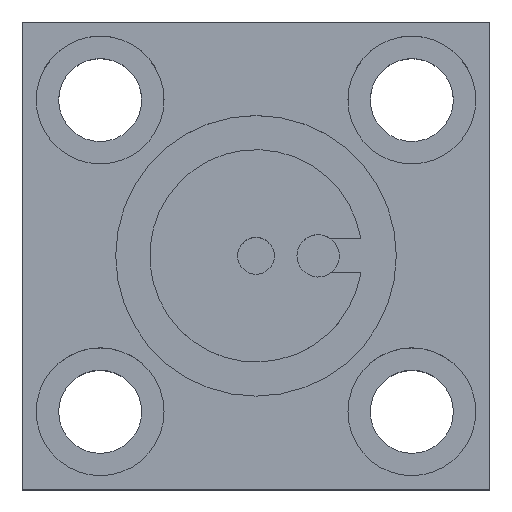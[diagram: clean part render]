
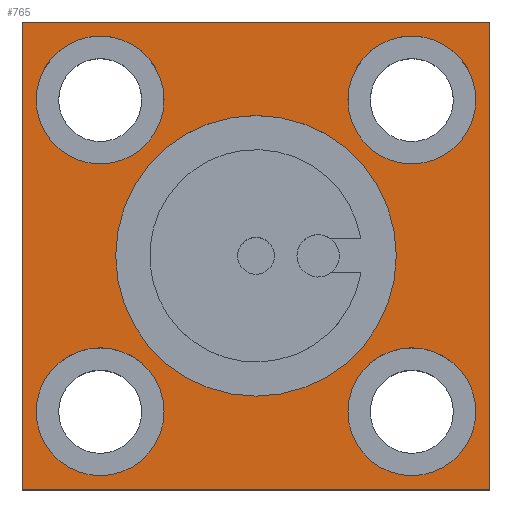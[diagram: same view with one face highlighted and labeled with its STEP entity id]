
A CAD part, top view. The second image highlights one B-rep face of the part: STEP entity #765.
In plain terms, the highlighted planar face has unit normal (0, 0, 1).
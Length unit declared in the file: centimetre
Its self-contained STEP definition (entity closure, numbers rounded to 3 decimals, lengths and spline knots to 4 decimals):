
#40=LINE('',#1299,#72);
#41=LINE('',#1301,#73);
#42=LINE('',#1303,#74);
#43=LINE('',#1304,#75);
#72=VECTOR('',#1045,1.);
#73=VECTOR('',#1046,1.);
#74=VECTOR('',#1047,1.);
#75=VECTOR('',#1048,1.);
#102=PLANE('',#853);
#147=FACE_BOUND('',#293,.T.);
#148=FACE_BOUND('',#294,.T.);
#149=FACE_BOUND('',#295,.T.);
#150=FACE_BOUND('',#296,.T.);
#151=FACE_BOUND('',#297,.T.);
#205=FACE_OUTER_BOUND('',#292,.T.);
#292=EDGE_LOOP('',(#641,#642,#643,#644));
#293=EDGE_LOOP('',(#645));
#294=EDGE_LOOP('',(#646));
#295=EDGE_LOOP('',(#647));
#296=EDGE_LOOP('',(#648));
#297=EDGE_LOOP('',(#649));
#368=CIRCLE('',#851,1.143);
#369=CIRCLE('',#854,0.5207);
#370=CIRCLE('',#855,0.5207);
#371=CIRCLE('',#856,0.5207);
#372=CIRCLE('',#857,0.5207);
#431=VERTEX_POINT('',#1293);
#432=VERTEX_POINT('',#1297);
#433=VERTEX_POINT('',#1298);
#434=VERTEX_POINT('',#1300);
#435=VERTEX_POINT('',#1302);
#436=VERTEX_POINT('',#1305);
#437=VERTEX_POINT('',#1307);
#438=VERTEX_POINT('',#1309);
#439=VERTEX_POINT('',#1311);
#510=EDGE_CURVE('',#431,#431,#368,.T.);
#511=EDGE_CURVE('',#432,#433,#40,.T.);
#512=EDGE_CURVE('',#433,#434,#41,.T.);
#513=EDGE_CURVE('',#434,#435,#42,.T.);
#514=EDGE_CURVE('',#435,#432,#43,.T.);
#515=EDGE_CURVE('',#436,#436,#369,.T.);
#516=EDGE_CURVE('',#437,#437,#370,.T.);
#517=EDGE_CURVE('',#438,#438,#371,.T.);
#518=EDGE_CURVE('',#439,#439,#372,.T.);
#641=ORIENTED_EDGE('',*,*,#511,.T.);
#642=ORIENTED_EDGE('',*,*,#512,.T.);
#643=ORIENTED_EDGE('',*,*,#513,.T.);
#644=ORIENTED_EDGE('',*,*,#514,.T.);
#645=ORIENTED_EDGE('',*,*,#515,.T.);
#646=ORIENTED_EDGE('',*,*,#516,.T.);
#647=ORIENTED_EDGE('',*,*,#517,.T.);
#648=ORIENTED_EDGE('',*,*,#518,.T.);
#649=ORIENTED_EDGE('',*,*,#510,.T.);
#765=ADVANCED_FACE('',(#205,#147,#148,#149,#150,#151),#102,.T.);
#851=AXIS2_PLACEMENT_3D('',#1294,#1039,#1040);
#853=AXIS2_PLACEMENT_3D('',#1296,#1043,#1044);
#854=AXIS2_PLACEMENT_3D('',#1306,#1049,#1050);
#855=AXIS2_PLACEMENT_3D('',#1308,#1051,#1052);
#856=AXIS2_PLACEMENT_3D('',#1310,#1053,#1054);
#857=AXIS2_PLACEMENT_3D('',#1312,#1055,#1056);
#1039=DIRECTION('center_axis',(0.,0.,-1.));
#1040=DIRECTION('ref_axis',(1.,0.,0.));
#1043=DIRECTION('center_axis',(0.,0.,1.));
#1044=DIRECTION('ref_axis',(1.,0.,0.));
#1045=DIRECTION('',(-1.,0.,0.));
#1046=DIRECTION('',(0.,-1.,0.));
#1047=DIRECTION('',(1.,0.,0.));
#1048=DIRECTION('',(0.,1.,0.));
#1049=DIRECTION('center_axis',(0.,0.,-1.));
#1050=DIRECTION('ref_axis',(1.,0.,0.));
#1051=DIRECTION('center_axis',(0.,0.,-1.));
#1052=DIRECTION('ref_axis',(1.,0.,0.));
#1053=DIRECTION('center_axis',(0.,0.,-1.));
#1054=DIRECTION('ref_axis',(1.,0.,0.));
#1055=DIRECTION('center_axis',(0.,0.,-1.));
#1056=DIRECTION('ref_axis',(1.,0.,0.));
#1293=CARTESIAN_POINT('',(0.762,1.905,0.762));
#1294=CARTESIAN_POINT('Origin',(1.905,1.905,0.762));
#1296=CARTESIAN_POINT('Origin',(1.905,1.905,0.762));
#1297=CARTESIAN_POINT('',(3.81,3.81,0.762));
#1298=CARTESIAN_POINT('',(0.,3.81,0.762));
#1299=CARTESIAN_POINT('',(3.81,3.81,0.762));
#1300=CARTESIAN_POINT('',(0.,0.,0.762));
#1301=CARTESIAN_POINT('',(0.,3.81,0.762));
#1302=CARTESIAN_POINT('',(3.81,0.,0.762));
#1303=CARTESIAN_POINT('',(0.,0.,0.762));
#1304=CARTESIAN_POINT('',(3.81,0.,0.762));
#1305=CARTESIAN_POINT('',(0.1143,0.635,0.762));
#1306=CARTESIAN_POINT('Origin',(0.635,0.635,0.762));
#1307=CARTESIAN_POINT('',(0.1143,3.175,0.762));
#1308=CARTESIAN_POINT('Origin',(0.635,3.175,0.762));
#1309=CARTESIAN_POINT('',(2.6543,0.635,0.762));
#1310=CARTESIAN_POINT('Origin',(3.175,0.635,0.762));
#1311=CARTESIAN_POINT('',(2.6543,3.175,0.762));
#1312=CARTESIAN_POINT('Origin',(3.175,3.175,0.762));
